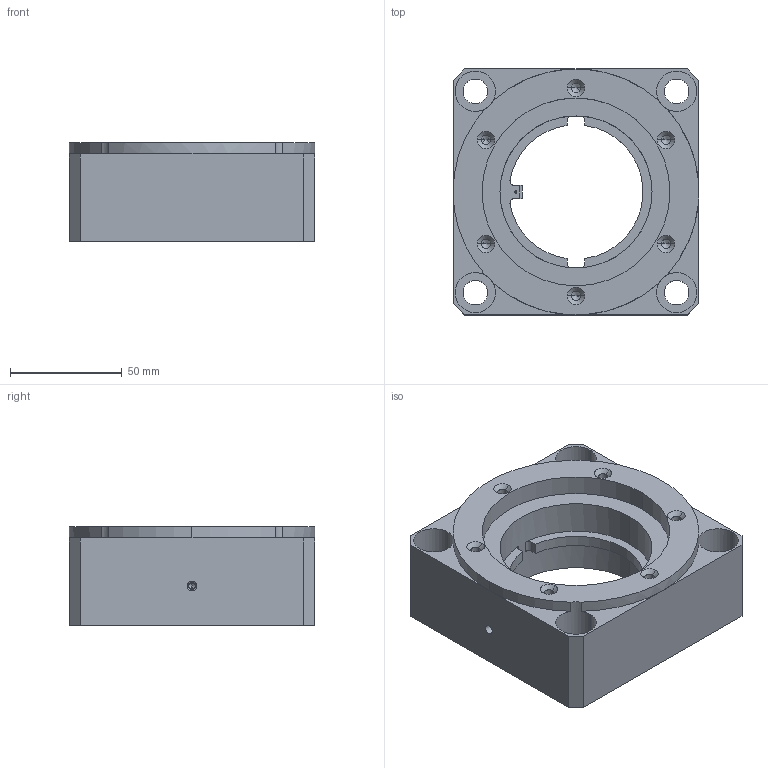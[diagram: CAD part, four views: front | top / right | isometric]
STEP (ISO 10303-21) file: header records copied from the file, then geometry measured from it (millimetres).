
FILE_DESCRIPTION (( 'STEP AP214' ), '1' );
FILE_NAME ('200901-00000.002.0_B_Lageraufnahmedeckel.STEP', '2013-06-12T18:34:06', ( '' ), ( '' ), 'SwSTEP 2.0', 'SolidWorks 2011', '' );
FILE_SCHEMA (( 'AUTOMOTIVE_DESIGN' ));
Length unit declared in the file: millimetre
Products named in the file (1): 200901-00000.002.0_B_Lageraufnahmedeckel
Bounding box: 110 x 110 x 44 mm (x, y, z)
Volume: 245127.4 mm3; surface area: 68737.1 mm2
Topology: 1 solids, 1 shells, 208 faces, 557 edges, 351 vertices
Faces by surface type: cylinder 108, plane 69, cone 31
Entity records: 6697 total; most frequent: DIRECTION 1199, CARTESIAN_POINT 1151, ORIENTED_EDGE 1086, EDGE_CURVE 543, AXIS2_PLACEMENT_3D 455, VERTEX_POINT 351, LINE 289, VECTOR 289
